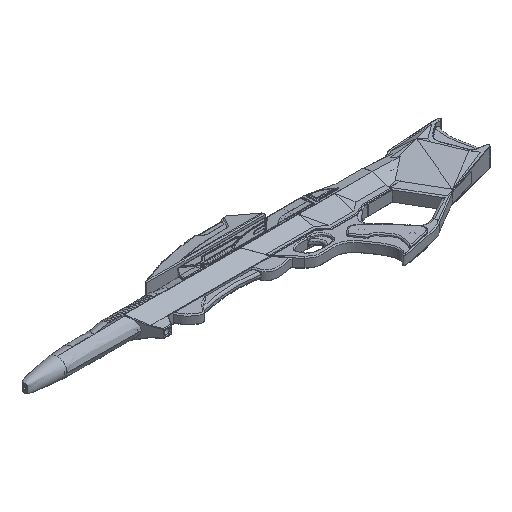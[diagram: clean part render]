
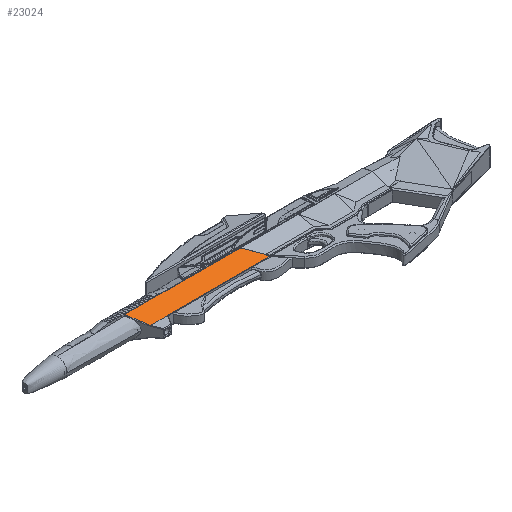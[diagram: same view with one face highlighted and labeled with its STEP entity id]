
A CAD part, isometric view. The second image highlights one B-rep face of the part: STEP entity #23024.
In plain terms, the highlighted planar face has unit normal (0, -0.363, 0.932).
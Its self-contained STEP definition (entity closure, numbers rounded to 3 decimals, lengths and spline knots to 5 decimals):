
#99=ELLIPSE('',#24955,0.00215,0.002);
#100=ELLIPSE('',#24956,0.00459,0.001);
#836=B_SPLINE_CURVE_WITH_KNOTS('',3,(#37663,#37664,#37665,#37666),
 .UNSPECIFIED.,.F.,.F.,(4,4),(0.,0.00017),.UNSPECIFIED.);
#2385=ORIENTED_EDGE('',*,*,#8854,.T.);
#2386=ORIENTED_EDGE('',*,*,#8855,.T.);
#2387=ORIENTED_EDGE('',*,*,#8856,.T.);
#2388=ORIENTED_EDGE('',*,*,#8801,.F.);
#2389=ORIENTED_EDGE('',*,*,#8824,.T.);
#2390=ORIENTED_EDGE('',*,*,#8857,.T.);
#2391=ORIENTED_EDGE('',*,*,#8858,.T.);
#2392=ORIENTED_EDGE('',*,*,#8859,.F.);
#8801=EDGE_CURVE('',#12086,#12087,#14275,.T.);
#8824=EDGE_CURVE('',#12086,#12106,#14294,.T.);
#8854=EDGE_CURVE('',#12130,#12131,#836,.T.);
#8855=EDGE_CURVE('',#12131,#12132,#99,.T.);
#8856=EDGE_CURVE('',#12132,#12087,#14318,.F.);
#8857=EDGE_CURVE('',#12106,#12133,#14319,.T.);
#8858=EDGE_CURVE('',#12133,#12134,#100,.T.);
#8859=EDGE_CURVE('',#12130,#12134,#14320,.T.);
#12086=VERTEX_POINT('',#37558);
#12087=VERTEX_POINT('',#37560);
#12106=VERTEX_POINT('',#37603);
#12130=VERTEX_POINT('',#37667);
#12131=VERTEX_POINT('',#37668);
#12132=VERTEX_POINT('',#37670);
#12133=VERTEX_POINT('',#37673);
#12134=VERTEX_POINT('',#37675);
#14275=LINE('',#37559,#16611);
#14294=LINE('',#37604,#16630);
#14318=LINE('',#37671,#16654);
#14319=LINE('',#37672,#16655);
#14320=LINE('',#37676,#16656);
#16611=VECTOR('',#27448,1.);
#16630=VECTOR('',#27479,1.);
#16654=VECTOR('',#27529,1.);
#16655=VECTOR('',#27530,1.);
#16656=VECTOR('',#27533,1.);
#18918=EDGE_LOOP('',(#2385,#2386,#2387,#2388,#2389,#2390,#2391,#2392));
#20554=FACE_BOUND('',#18918,.T.);
#22107=PLANE('',#24954);
#23024=ADVANCED_FACE('',(#20554),#22107,.F.);
#24954=AXIS2_PLACEMENT_3D('',#37662,#27525,#27526);
#24955=AXIS2_PLACEMENT_3D('',#37669,#27527,#27528);
#24956=AXIS2_PLACEMENT_3D('',#37674,#27531,#27532);
#27448=DIRECTION('',(0.649,-0.709,-0.276));
#27479=DIRECTION('',(-1.,0.,0.));
#27525=DIRECTION('',(0.,0.363,-0.932));
#27526=DIRECTION('',(0.,0.932,0.363));
#27527=DIRECTION('',(0.,0.363,-0.932));
#27528=DIRECTION('',(0.,-0.932,-0.363));
#27529=DIRECTION('',(-1.,0.,0.));
#27530=DIRECTION('',(0.483,-0.816,-0.318));
#27531=DIRECTION('',(0.,0.363,-0.932));
#27532=DIRECTION('',(-0.519,0.796,0.31));
#27533=DIRECTION('',(-1.,0.,0.));
#37558=CARTESIAN_POINT('',(-0.00571,0.014,0.022));
#37559=CARTESIAN_POINT('',(0.00729,-0.00022,0.01646));
#37560=CARTESIAN_POINT('',(0.02186,-0.01615,0.01025));
#37603=CARTESIAN_POINT('',(-0.22586,0.014,0.022));
#37604=CARTESIAN_POINT('',(-0.11626,0.014,0.022));
#37662=CARTESIAN_POINT('',(0.05019,-0.00139,0.016));
#37663=CARTESIAN_POINT('',(-0.1752,-0.01679,0.01));
#37664=CARTESIAN_POINT('',(-0.17514,-0.01679,0.01));
#37665=CARTESIAN_POINT('',(-0.17508,-0.0168,0.01));
#37666=CARTESIAN_POINT('',(-0.17504,-0.01683,0.00998));
#37667=CARTESIAN_POINT('',(-0.1752,-0.01679,0.01));
#37668=CARTESIAN_POINT('',(-0.17504,-0.01683,0.00998));
#37669=CARTESIAN_POINT('',(-0.17354,-0.01815,0.00947));
#37670=CARTESIAN_POINT('',(-0.17354,-0.01615,0.01025));
#37671=CARTESIAN_POINT('',(0.02244,-0.01615,0.01025));
#37672=CARTESIAN_POINT('',(-0.20788,-0.01641,0.01015));
#37673=CARTESIAN_POINT('',(-0.20764,-0.01682,0.00999));
#37674=CARTESIAN_POINT('',(-0.20527,-0.02047,0.00856));
#37675=CARTESIAN_POINT('',(-0.20752,-0.01679,0.01));
#37676=CARTESIAN_POINT('',(0.05019,-0.01679,0.01));
